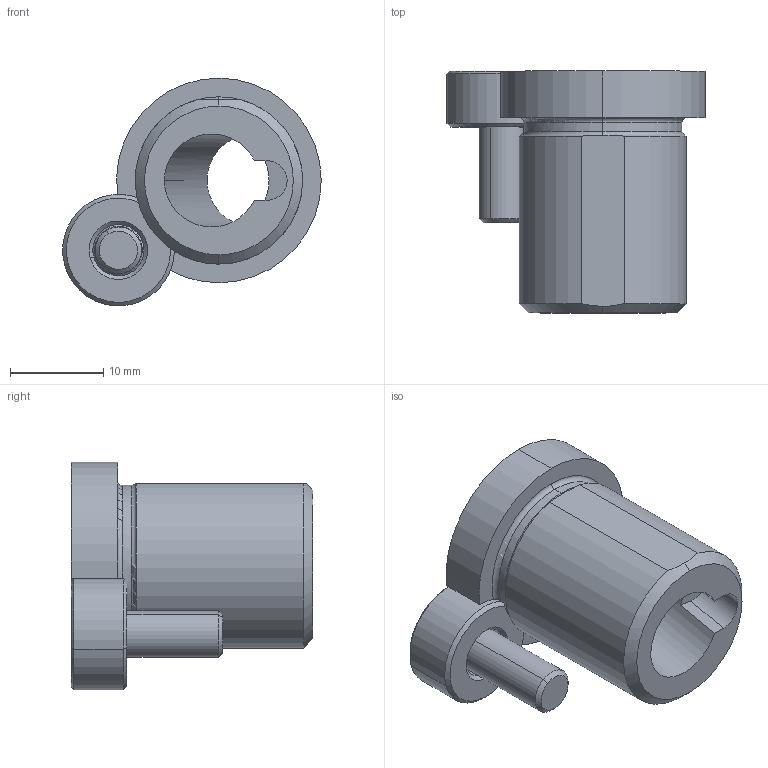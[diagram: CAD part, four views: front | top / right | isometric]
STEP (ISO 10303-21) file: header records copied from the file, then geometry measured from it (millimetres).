
FILE_DESCRIPTION (( 'STEP AP214' ), '1' );
FILE_NAME ('GR182622-10.STEP', '2014-05-22T10:45:36', ( '' ), ( '' ), 'SwSTEP 2.0', 'SolidWorks 2014', '' );
FILE_SCHEMA (( 'AUTOMOTIVE_DESIGN' ));
Length unit declared in the file: millimetre
Products named in the file (4): GR182622-10; 9GR182622-10; 9TS1206M5; socket countersunk head screw_din_DIN 7991 - M5 x 16 --- 16C
Assembly tree (3 placements, depth 2):
  GR182622-10
    9GR182622-10
    socket countersunk head screw_din_DIN 7991 - M5 x 16 --- 16C
    9TS1206M5
Bounding box: 27.78 x 26 x 24.48 mm (x, y, z)
Volume: 5582.3 mm3; surface area: 3914.8 mm2
Topology: 3 solids, 3 shells, 72 faces, 165 edges, 99 vertices
Faces by surface type: plane 25, cylinder 24, cone 16, torus 7
Entity records: 2222 total; most frequent: CARTESIAN_POINT 396, DIRECTION 384, ORIENTED_EDGE 326, EDGE_CURVE 163, AXIS2_PLACEMENT_3D 155, VERTEX_POINT 99, EDGE_LOOP 78, CIRCLE 77
